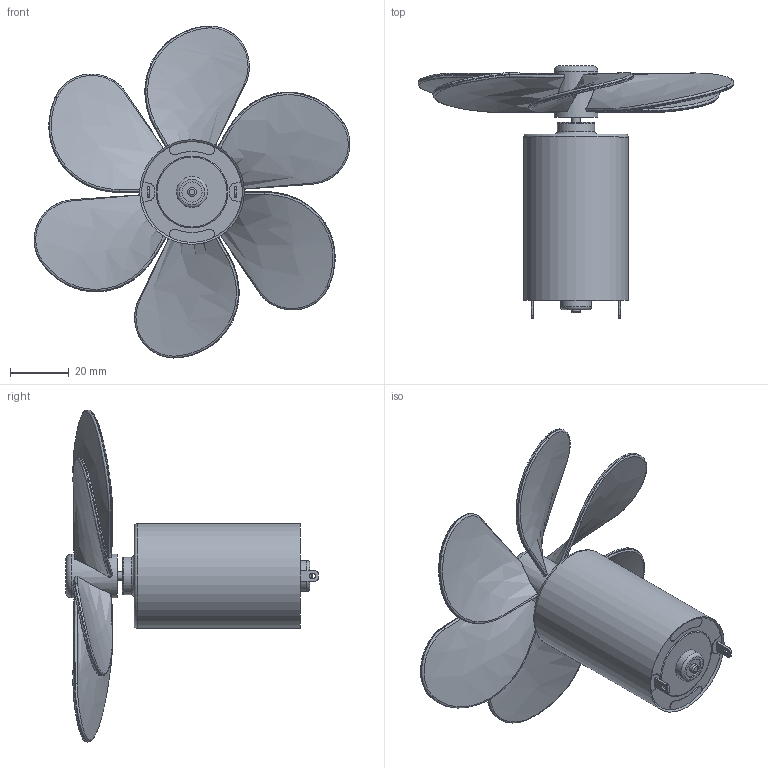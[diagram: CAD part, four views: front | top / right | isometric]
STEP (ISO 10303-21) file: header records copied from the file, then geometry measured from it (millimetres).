
FILE_DESCRIPTION(/* description */ (''),/* implementation_level */ '2;1');
FILE_NAME(/* name */ 'dc 12v 550 motor fan assembly .step',/* time_stamp */ '2019-10-02T03:17:27+09:00',/* author */ (''),/* organization */ (''),/* preprocessor_version */ 'ST-DEVELOPER v18',/* originating_system */ 'Autodesk Translation Framework v8.6.0.1094',/* authorisation */ '');
FILE_SCHEMA (('AUTOMOTIVE_DESIGN { 1 0 10303 214 3 1 1 }'));
Length unit declared in the file: millimetre
Products named in the file (4): motor fan assembly; motor; stud gear; fan
Assembly tree (3 placements, depth 2):
  motor fan assembly
    motor
    stud gear
    fan
Bounding box: 107.68 x 86.1 x 113.26 mm (x, y, z)
Volume: 21585.7 mm3; surface area: 36292.4 mm2
Topology: 13 solids, 13 shells, 366 faces, 912 edges, 582 vertices
Faces by surface type: bspline 168, cylinder 94, plane 59, torus 45
Full cylindrical faces by diameter (mm): 2 x2, 3 x3, 3.3 x2, 6.9 x2, 10.6 x1, 11.4 x2, 12.8 x1, 15 x1, 34.3 x1, 35.7 x1
Entity records: 37744 total; most frequent: CARTESIAN_POINT 29608, ORIENTED_EDGE 1824, DIRECTION 1381, EDGE_CURVE 912, VERTEX_POINT 582, AXIS2_PLACEMENT_3D 556, EDGE_LOOP 406, FACE_OUTER_BOUND 366
